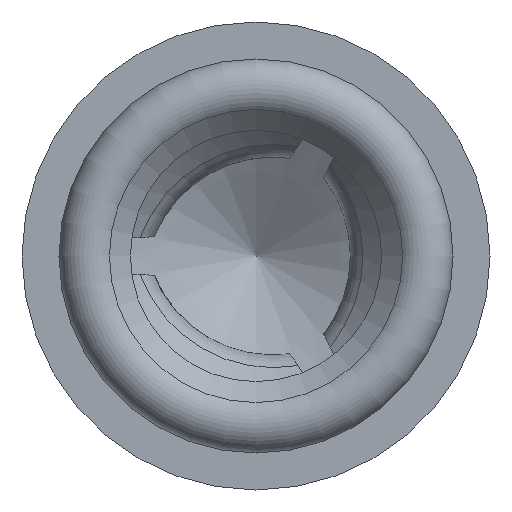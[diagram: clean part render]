
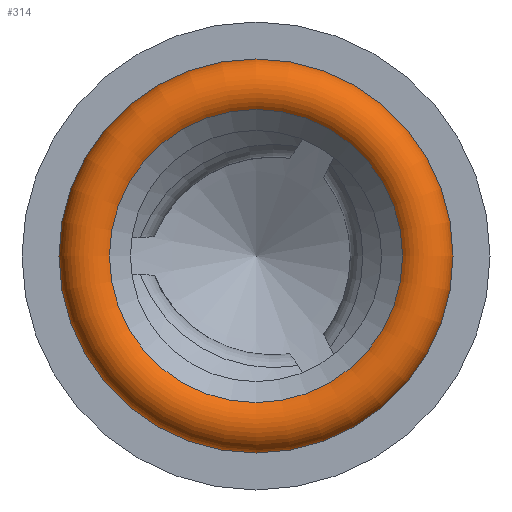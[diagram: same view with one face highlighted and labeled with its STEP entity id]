
A CAD part, front view. The second image highlights one B-rep face of the part: STEP entity #314.
In plain terms, the highlighted toroidal (fillet/blend) face has major radius 1.7 mm and minor radius 0.3 mm.
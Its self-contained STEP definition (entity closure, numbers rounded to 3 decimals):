
#234=TOROIDAL_SURFACE('',#1040,1.7,0.3);
#314=ADVANCED_FACE('',(#409,#410),#234,.T.);
#409=FACE_BOUND('',#450,.T.);
#410=FACE_BOUND('',#451,.T.);
#450=EDGE_LOOP('',(#543));
#451=EDGE_LOOP('',(#544));
#543=ORIENTED_EDGE('',*,*,#849,.F.);
#544=ORIENTED_EDGE('',*,*,#831,.T.);
#751=VERTEX_POINT('',#1569);
#769=VERTEX_POINT('',#1611);
#831=EDGE_CURVE('',#751,#751,#950,.T.);
#849=EDGE_CURVE('',#769,#769,#962,.T.);
#950=CIRCLE('',#1020,1.488);
#962=CIRCLE('',#1038,2.);
#1020=AXIS2_PLACEMENT_3D('',#1568,#1162,#1163);
#1038=AXIS2_PLACEMENT_3D('',#1610,#1204,#1205);
#1040=AXIS2_PLACEMENT_3D('',#1613,#1208,#1209);
#1162=DIRECTION('',(0.,1.,0.));
#1163=DIRECTION('',(1.,0.,0.));
#1204=DIRECTION('',(0.,1.,0.));
#1205=DIRECTION('',(1.,0.,0.));
#1208=DIRECTION('',(0.,1.,0.));
#1209=DIRECTION('',(-1.,0.,0.));
#1568=CARTESIAN_POINT('',(0.,-11.462,0.));
#1569=CARTESIAN_POINT('',(1.488,-11.462,0.));
#1610=CARTESIAN_POINT('',(0.,-11.25,0.));
#1611=CARTESIAN_POINT('',(2.,-11.25,0.));
#1613=CARTESIAN_POINT('',(0.,-11.25,0.));
